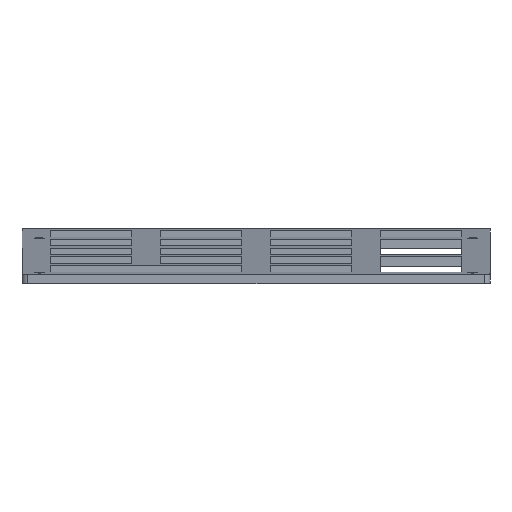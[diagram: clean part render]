
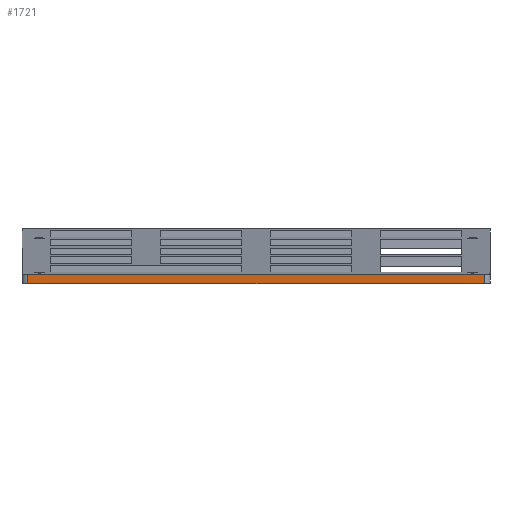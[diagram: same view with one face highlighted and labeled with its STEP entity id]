
A CAD part, front view. The second image highlights one B-rep face of the part: STEP entity #1721.
In plain terms, the highlighted face is planar.
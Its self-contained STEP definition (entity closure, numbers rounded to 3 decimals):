
#82=PLANE('',#1838);
#163=FACE_OUTER_BOUND('',#287,.T.);
#287=EDGE_LOOP('',(#1421,#1422,#1423,#1424));
#362=LINE('',#2394,#586);
#440=LINE('',#2560,#664);
#510=LINE('',#2701,#734);
#512=LINE('',#2705,#736);
#586=VECTOR('',#1960,1.);
#664=VECTOR('',#2056,1.);
#734=VECTOR('',#2132,1.);
#736=VECTOR('',#2138,1.);
#832=VERTEX_POINT('',#2391);
#833=VERTEX_POINT('',#2393);
#911=VERTEX_POINT('',#2557);
#912=VERTEX_POINT('',#2559);
#996=EDGE_CURVE('',#832,#833,#362,.T.);
#1079=EDGE_CURVE('',#912,#911,#440,.T.);
#1150=EDGE_CURVE('',#832,#912,#510,.T.);
#1152=EDGE_CURVE('',#833,#911,#512,.T.);
#1421=ORIENTED_EDGE('',*,*,#1150,.T.);
#1422=ORIENTED_EDGE('',*,*,#1079,.T.);
#1423=ORIENTED_EDGE('',*,*,#1152,.F.);
#1424=ORIENTED_EDGE('',*,*,#996,.F.);
#1721=ADVANCED_FACE('',(#163),#82,.T.);
#1838=AXIS2_PLACEMENT_3D('',#2704,#2136,#2137);
#1960=DIRECTION('',(-1.,0.,0.));
#2056=DIRECTION('',(-1.,0.,0.));
#2132=DIRECTION('',(0.,0.,1.));
#2136=DIRECTION('center_axis',(0.,-1.,0.));
#2137=DIRECTION('ref_axis',(-1.,0.,0.));
#2138=DIRECTION('',(0.,0.,1.));
#2391=CARTESIAN_POINT('',(39.481,-48.816,5.1));
#2393=CARTESIAN_POINT('',(-39.481,-48.816,5.1));
#2394=CARTESIAN_POINT('',(39.481,-48.816,5.1));
#2557=CARTESIAN_POINT('',(-39.481,-48.816,6.7));
#2559=CARTESIAN_POINT('',(39.481,-48.816,6.7));
#2560=CARTESIAN_POINT('',(39.481,-48.816,6.7));
#2701=CARTESIAN_POINT('',(39.481,-48.816,5.1));
#2704=CARTESIAN_POINT('Origin',(39.481,-48.816,5.1));
#2705=CARTESIAN_POINT('',(-39.481,-48.816,5.1));
